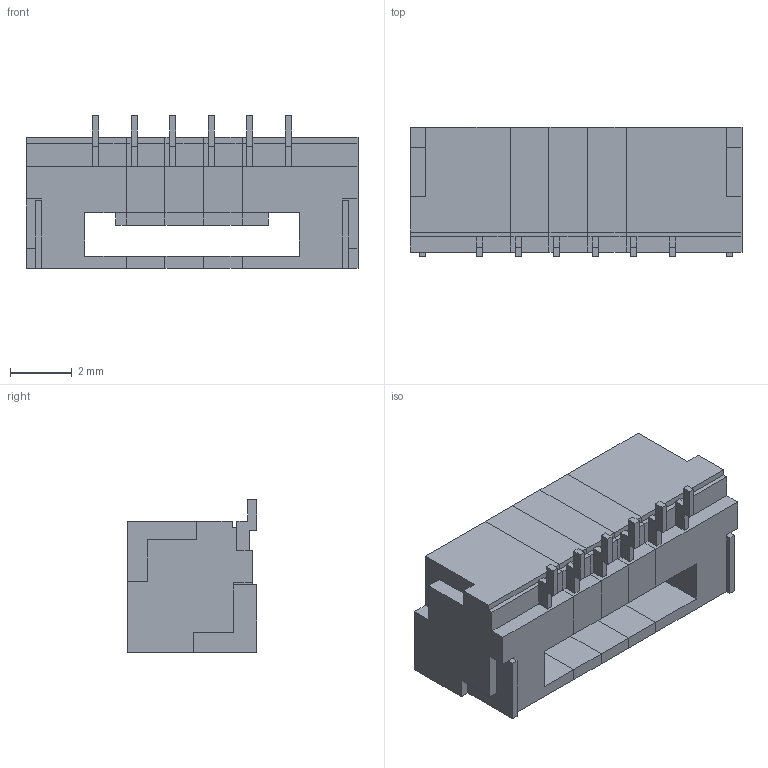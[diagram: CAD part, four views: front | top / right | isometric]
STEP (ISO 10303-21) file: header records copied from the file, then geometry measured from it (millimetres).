
FILE_DESCRIPTION(/* description */ (''),/* implementation_level */ '2;1');
FILE_NAME(/* name */ 'BM06B-~1',/* time_stamp */ '2020-09-14T16:01:26+02:00',/* author */ (''),/* organization */ (''),/* preprocessor_version */ 'ST-DEVELOPER v15',/* originating_system */ '',/* authorisation */ '');
FILE_SCHEMA (('AUTOMOTIVE_DESIGN'));
Length unit declared in the file: millimetre
Products named in the file (1): Document
Bounding box: 10.75 x 4.2 x 4.95 mm (x, y, z)
Surface area: 336.2 mm2 (no closed solid volume)
Topology: 0 solids, 8 shells, 192 faces, 562 edges, 370 vertices
Faces by surface type: plane 192
Entity records: 5409 total; most frequent: CARTESIAN_POINT 1688, ORIENTED_EDGE 964, EDGE_CURVE 562, B_SPLINE_CURVE_WITH_KNOTS 562, VERTEX_POINT 370, DIRECTION 196, AXIS2_PLACEMENT_3D 194, ADVANCED_FACE 192
